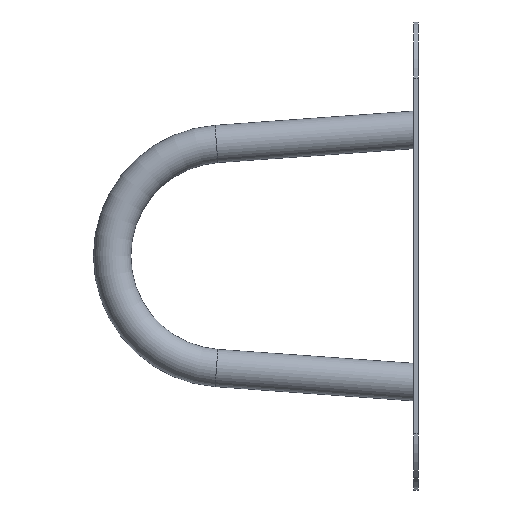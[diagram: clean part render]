
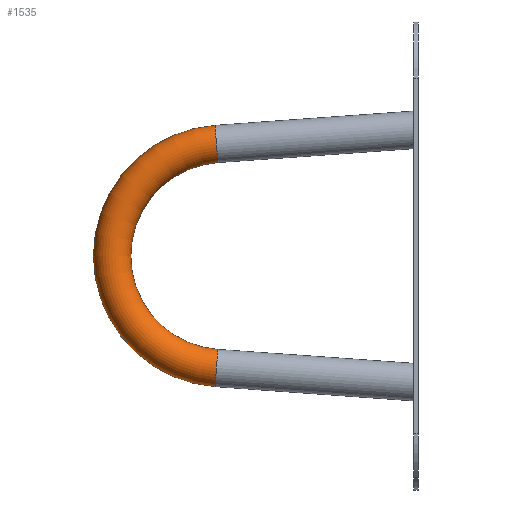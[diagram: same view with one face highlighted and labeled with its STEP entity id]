
A CAD part, left-side view. The second image highlights one B-rep face of the part: STEP entity #1535.
In plain terms, the highlighted toroidal (fillet/blend) face has major radius 60 mm and minor radius 10 mm.
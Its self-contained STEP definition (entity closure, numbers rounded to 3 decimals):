
#41 = DIRECTION ( 'NONE',  ( 0.997, 0.071, 0. ) ) ;
#42 = EDGE_CURVE ( 'NONE', #1621, #868, #767, .T. ) ;
#51 = TOROIDAL_SURFACE ( 'NONE', #1565, 60., 10. ) ;
#74 = DIRECTION ( 'NONE',  ( 0.071, 0.997, 0. ) ) ;
#174 = CARTESIAN_POINT ( 'NONE',  ( 67.5, 103., 0. ) ) ;
#229 = ORIENTED_EDGE ( 'NONE', *, *, #1041, .T. ) ;
#284 = DIRECTION ( 'NONE',  ( 0.071, -0.997, 0. ) ) ;
#299 = CARTESIAN_POINT ( 'NONE',  ( -2.323, 107.981, 0. ) ) ;
#345 = CIRCLE ( 'NONE', #1020, 10. ) ;
#392 = CARTESIAN_POINT ( 'NONE',  ( 67.5, 103., 0. ) ) ;
#515 = FACE_OUTER_BOUND ( 'NONE', #1409, .T. ) ;
#564 = ORIENTED_EDGE ( 'NONE', *, *, #1196, .F. ) ;
#582 = AXIS2_PLACEMENT_3D ( 'NONE', #1054, #1145, #1279 ) ;
#613 = VERTEX_POINT ( 'NONE', #299 ) ;
#615 = AXIS2_PLACEMENT_3D ( 'NONE', #174, #966, #1318 ) ;
#654 = AXIS2_PLACEMENT_3D ( 'NONE', #927, #284, #41 ) ;
#691 = CIRCLE ( 'NONE', #615, 70. ) ;
#717 = CARTESIAN_POINT ( 'NONE',  ( 137.323, 107.981, 0. ) ) ;
#767 = CIRCLE ( 'NONE', #654, 10. ) ;
#868 = VERTEX_POINT ( 'NONE', #717 ) ;
#923 = DIRECTION ( 'NONE',  ( 0., 0., -1. ) ) ;
#926 = ORIENTED_EDGE ( 'NONE', *, *, #1274, .T. ) ;
#927 = CARTESIAN_POINT ( 'NONE',  ( 127.348, 107.269, 0. ) ) ;
#959 = VERTEX_POINT ( 'NONE', #983 ) ;
#966 = DIRECTION ( 'NONE',  ( 0., 0., -1. ) ) ;
#983 = CARTESIAN_POINT ( 'NONE',  ( 17.627, 106.558, 0. ) ) ;
#1020 = AXIS2_PLACEMENT_3D ( 'NONE', #1322, #74, #1116 ) ;
#1041 = EDGE_CURVE ( 'NONE', #959, #613, #345, .T. ) ;
#1054 = CARTESIAN_POINT ( 'NONE',  ( 67.5, 103., 0. ) ) ;
#1116 = DIRECTION ( 'NONE',  ( -0.997, 0.071, 0. ) ) ;
#1145 = DIRECTION ( 'NONE',  ( 0., 0., -1. ) ) ;
#1162 = ORIENTED_EDGE ( 'NONE', *, *, #42, .F. ) ;
#1196 = EDGE_CURVE ( 'NONE', #959, #1621, #1327, .T. ) ;
#1274 = EDGE_CURVE ( 'NONE', #613, #868, #691, .T. ) ;
#1277 = CARTESIAN_POINT ( 'NONE',  ( 117.373, 106.558, 0. ) ) ;
#1279 = DIRECTION ( 'NONE',  ( 0., 1., 0. ) ) ;
#1318 = DIRECTION ( 'NONE',  ( 0., 1., 0. ) ) ;
#1322 = CARTESIAN_POINT ( 'NONE',  ( 7.652, 107.269, 0. ) ) ;
#1327 = CIRCLE ( 'NONE', #582, 50. ) ;
#1409 = EDGE_LOOP ( 'NONE', ( #229, #926, #1162, #564 ) ) ;
#1528 = DIRECTION ( 'NONE',  ( -1., 0., 0. ) ) ;
#1535 = ADVANCED_FACE ( 'NONE', ( #515 ), #51, .T. ) ;
#1565 = AXIS2_PLACEMENT_3D ( 'NONE', #392, #923, #1528 ) ;
#1621 = VERTEX_POINT ( 'NONE', #1277 ) ;
